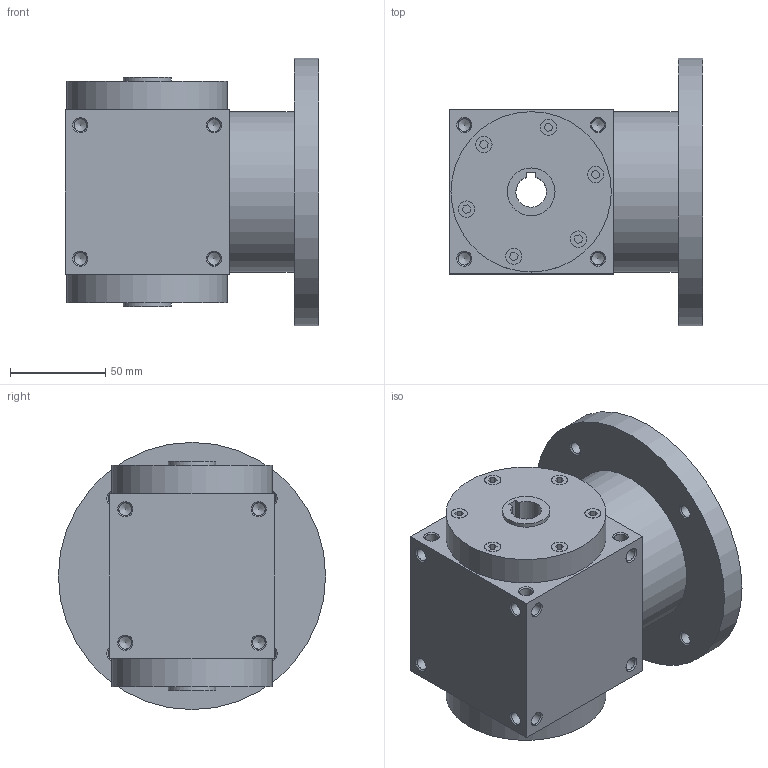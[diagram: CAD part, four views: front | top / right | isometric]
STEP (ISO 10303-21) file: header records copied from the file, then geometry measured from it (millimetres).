
FILE_DESCRIPTION( ( 'STEP AP214' ), '1' );
FILE_NAME( 'MRC86_MC2_R.1_1.5_63_B5.stp', '2018-08-13T13:34:47', ( '' ), ( '' ), ' ', 'PARTsolutions', ' ' );
FILE_SCHEMA( ( 'AUTOMOTIVE_DESIGN { 1 0 10303 214 1 1 1 1 }' ) );
Length unit declared in the file: millimetre
Products named in the file (3): MRC86_MC2_R.1/1.5_63/B5; _MRC8620-case; _MRX86_2-flange
Assembly tree (2 placements, depth 2):
  MRC86_MC2_R.1/1.5_63/B5
    _MRC8620-case
    _MRX86_2-flange
Bounding box: 133 x 140 x 140 mm (x, y, z)
Volume: 1114554.3 mm3; surface area: 116585.4 mm2
Topology: 2 solids, 2 shells, 252 faces, 693 edges, 445 vertices
Faces by surface type: plane 120, cylinder 76, cone 56
Full cylindrical faces by diameter (mm): 6.647 x52, 8.5 x12, 24 x1, 25 x2, 84 x3, 95 x1, 140 x1
Entity records: 8918 total; most frequent: DIRECTION 1230, CARTESIAN_POINT 1135, ORIENTED_EDGE 976, EDGE_CURVE 488, AXIS2_PLACEMENT_3D 487, EDGE_LOOP 422, VERTEX_POINT 392, FACE_OUTER_BOUND 324
